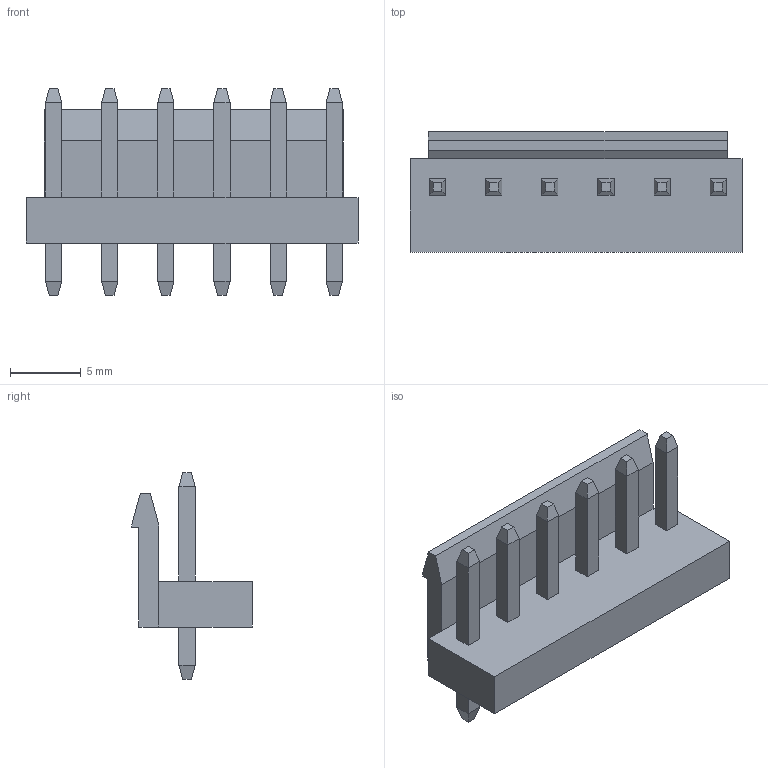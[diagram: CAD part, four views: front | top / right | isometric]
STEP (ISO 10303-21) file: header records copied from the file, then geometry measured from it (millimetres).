
FILE_DESCRIPTION(/* description */ (''),/* implementation_level */ '2;1');
FILE_NAME(/* name */ 'b6p-vh.step',/* time_stamp */ '2020-12-01T13:25:06+02:00',/* author */ (''),/* organization */ (''),/* preprocessor_version */ 'ST-DEVELOPER v18.1',/* originating_system */ 'Autodesk Translation Framework v9.3.0.1241',/* authorisation */ '');
FILE_SCHEMA (('AUTOMOTIVE_DESIGN { 1 0 10303 214 3 1 1 }'));
Length unit declared in the file: millimetre
Products named in the file (3): (Unsaved); USER_LIBRARY-B5P-VH_B5P-BODY_WH; USER_LIBRARY-B5P-VH_PINVH
Assembly tree (7 placements, depth 2):
  (Unsaved)
    USER_LIBRARY-B5P-VH_PINVH  x6
    USER_LIBRARY-B5P-VH_B5P-BODY_WH
Bounding box: 23.43 x 8.5 x 14.6 mm (x, y, z)
Volume: 852.9 mm3; surface area: 1312 mm2
Topology: 7 solids, 7 shells, 124 faces, 280 edges, 170 vertices
Faces by surface type: plane 124
Entity records: 1760 total; most frequent: CARTESIAN_POINT 294, ORIENTED_EDGE 280, DIRECTION 268, LINE 140, VECTOR 140, EDGE_CURVE 140, VERTEX_POINT 90, EDGE_LOOP 66
